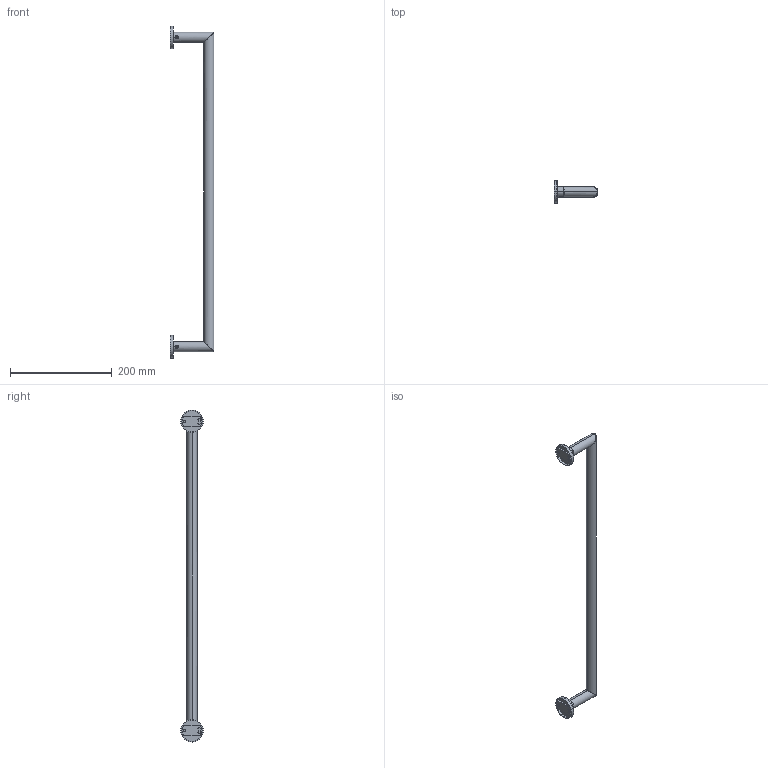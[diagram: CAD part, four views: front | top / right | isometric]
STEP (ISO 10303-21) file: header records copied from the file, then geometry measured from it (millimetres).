
FILE_DESCRIPTION((''),'2;1');
FILE_NAME('36-02_ASM','2016-10-19T',('rsmith'),(''),'PRO/ENGINEER BY PARAMETRIC TECHNOLOGY CORPORATION, 2013150','PRO/ENGINEER BY PARAMETRIC TECHNOLOGY CORPORATION, 2013150','');
FILE_SCHEMA(('CONFIG_CONTROL_DESIGN'));
Length unit declared in the file: inch
Products named in the file (7): 80600; 92418; 7-658_ASM; 40458; 02XXG; 92461; 36-02_ASM
Assembly tree (10 placements, depth 3):
  36-02_ASM
    7-658_ASM
      80600
      92418  x2
    40458  x2
    02XXG  x2
    92461  x2
Bounding box: 86.6 x 44.45 x 654.05 mm (x, y, z)
Volume: 63014.6 mm3; surface area: 158462.4 mm2
Topology: 9 solids, 14 shells, 594 faces, 1596 edges, 1040 vertices
Faces by surface type: plane 348, cylinder 156, cone 44, bspline 36, torus 10
Entity records: 16696 total; most frequent: CARTESIAN_POINT 8904, ORIENTED_EDGE 1662, DIRECTION 1413, EDGE_CURVE 844, VECTOR 553, LINE 553, VERTEX_POINT 548, AXIS2_PLACEMENT_3D 430
